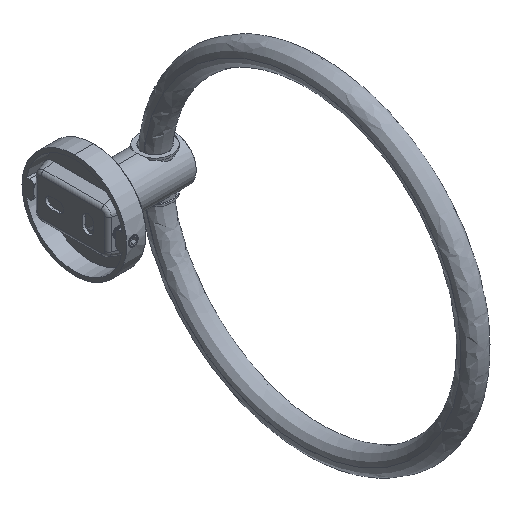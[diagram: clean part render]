
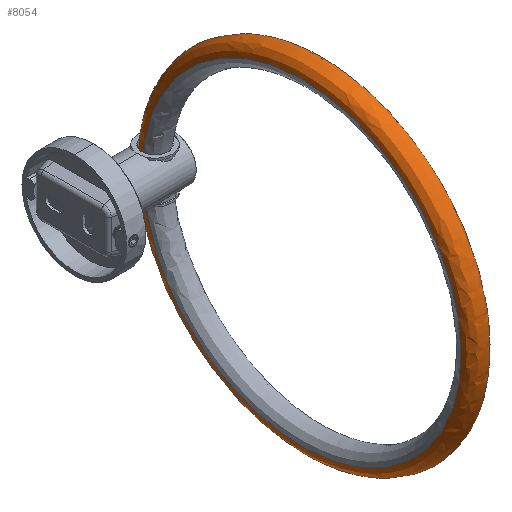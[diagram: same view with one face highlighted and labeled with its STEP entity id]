
A CAD part, isometric view. The second image highlights one B-rep face of the part: STEP entity #8054.
In plain terms, the highlighted free-form (B-spline) face has degree [3, 3] with [4, 7] control points.
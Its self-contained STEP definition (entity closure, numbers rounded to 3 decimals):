
#196 = CARTESIAN_POINT ( 'NONE',  ( 155.951, -79.139, -6. ) ) ;
#256 = CARTESIAN_POINT ( 'NONE',  ( 155.951, -79.139, 6. ) ) ;
#403 = DIRECTION ( 'NONE',  ( 0.014, 1., 0. ) ) ;
#952 = CARTESIAN_POINT ( 'NONE',  ( 1.071, 78.993, 0. ) ) ;
#983 = CARTESIAN_POINT ( 'NONE',  ( -180.64, 89.159, -6. ) ) ;
#995 = CARTESIAN_POINT ( 'NONE',  ( 1.071, 78.993, -6. ) ) ;
#1023 = CARTESIAN_POINT ( 'NONE',  ( 181.074, 88.275, 6. ) ) ;
#1055 = CARTESIAN_POINT ( 'NONE',  ( 179.497, -91.438, 6. ) ) ;
#1080 = CARTESIAN_POINT ( 'NONE',  ( 157.078, 76.878, 6. ) ) ;
#1118 = CARTESIAN_POINT ( 'NONE',  ( 1.071, 78.993, 6. ) ) ;
#1167 = DIRECTION ( 'NONE',  ( 1., 0., 0. ) ) ;
#1522 = CIRCLE ( 'NONE', #7692, 6. ) ;
#1733 = CARTESIAN_POINT ( 'NONE',  ( -0.929, 78.995, -6. ) ) ;
#1837 = CARTESIAN_POINT ( 'NONE',  ( -156.092, -78.861, -6. ) ) ;
#1911 = CARTESIAN_POINT ( 'NONE',  ( -0.929, 78.995, -6. ) ) ;
#2126 = EDGE_LOOP ( 'NONE', ( #4858, #6194, #8635, #5954 ) ) ;
#2490 =( BOUNDED_SURFACE ( )  B_SPLINE_SURFACE ( 3, 3, ( 
 ( #7134, #8912, #196, #5015, #1837, #8974, #1911 ),
 ( #6538, #8185, #7334, #5747, #4187, #983, #5048 ),
 ( #2576, #1023, #1055, #4261, #9741, #4983, #5804 ),
 ( #1118, #1080, #256, #6613, #7367, #9810, #2647 ) ),
 .UNSPECIFIED., .F., .F., .F. ) 
 B_SPLINE_SURFACE_WITH_KNOTS ( ( 4, 4 ),
 ( 4, 3, 4 ),
 ( 0., 1. ),
 ( 0., 0.5, 1. ),
 .UNSPECIFIED. ) 
 GEOMETRIC_REPRESENTATION_ITEM ( )  RATIONAL_B_SPLINE_SURFACE ( (
 ( 1., 0.338, 0.338, 1., 0.338, 0.338, 1.),
 ( 0.333, 0.113, 0.113, 0.333, 0.113, 0.113, 0.333),
 ( 0.333, 0.113, 0.113, 0.333, 0.113, 0.113, 0.333),
 ( 1., 0.338, 0.338, 1., 0.338, 0.338, 1.) ) ) 
 REPRESENTATION_ITEM ( '' )  SURFACE ( )  );
#2576 = CARTESIAN_POINT ( 'NONE',  ( 1.374, 90.989, 6. ) ) ;
#2647 = CARTESIAN_POINT ( 'NONE',  ( -0.929, 78.995, 6. ) ) ;
#2742 = VERTEX_POINT ( 'NONE', #995 ) ;
#2809 = VERTEX_POINT ( 'NONE', #8883 ) ;
#3223 = VERTEX_POINT ( 'NONE', #3480 ) ;
#3362 = DIRECTION ( 'NONE',  ( 0., 0., -1. ) ) ;
#3480 = CARTESIAN_POINT ( 'NONE',  ( 1.071, 78.993, 6. ) ) ;
#3614 = CARTESIAN_POINT ( 'NONE',  ( -0.929, 78.995, 0. ) ) ;
#4161 = DIRECTION ( 'NONE',  ( 0., 0., -1. ) ) ;
#4179 = CARTESIAN_POINT ( 'NONE',  ( 0., 0., -6. ) ) ;
#4187 = CARTESIAN_POINT ( 'NONE',  ( -179.942, -90.56, -6. ) ) ;
#4261 = CARTESIAN_POINT ( 'NONE',  ( -0.222, -90.999, 6. ) ) ;
#4521 = CIRCLE ( 'NONE', #10243, 79. ) ;
#4858 = ORIENTED_EDGE ( 'NONE', *, *, #7983, .T. ) ;
#4862 = CIRCLE ( 'NONE', #5131, 6. ) ;
#4983 = CARTESIAN_POINT ( 'NONE',  ( -180.64, 89.159, 6. ) ) ;
#5015 = CARTESIAN_POINT ( 'NONE',  ( -0.071, -79., -6. ) ) ;
#5048 = CARTESIAN_POINT ( 'NONE',  ( -0.929, 90.995, -6. ) ) ;
#5131 = AXIS2_PLACEMENT_3D ( 'NONE', #952, #8058, #6481 ) ;
#5158 = DIRECTION ( 'NONE',  ( 0., 0., -1. ) ) ;
#5379 = AXIS2_PLACEMENT_3D ( 'NONE', #4179, #3362, #403 ) ;
#5706 = VERTEX_POINT ( 'NONE', #1733 ) ;
#5747 = CARTESIAN_POINT ( 'NONE',  ( -0.222, -90.999, -6. ) ) ;
#5804 = CARTESIAN_POINT ( 'NONE',  ( -0.929, 90.995, 6. ) ) ;
#5821 = EDGE_CURVE ( 'NONE', #2742, #5706, #9730, .T. ) ;
#5954 = ORIENTED_EDGE ( 'NONE', *, *, #5821, .F. ) ;
#6194 = ORIENTED_EDGE ( 'NONE', *, *, #9101, .T. ) ;
#6481 = DIRECTION ( 'NONE',  ( 0., 0., -1. ) ) ;
#6538 = CARTESIAN_POINT ( 'NONE',  ( 1.374, 90.989, -6. ) ) ;
#6613 = CARTESIAN_POINT ( 'NONE',  ( -0.071, -79., 6. ) ) ;
#7134 = CARTESIAN_POINT ( 'NONE',  ( 1.071, 78.993, -6. ) ) ;
#7334 = CARTESIAN_POINT ( 'NONE',  ( 179.497, -91.438, -6. ) ) ;
#7339 = DIRECTION ( 'NONE',  ( 0.014, 1., 0. ) ) ;
#7367 = CARTESIAN_POINT ( 'NONE',  ( -156.092, -78.861, 6. ) ) ;
#7457 = EDGE_CURVE ( 'NONE', #5706, #2809, #1522, .T. ) ;
#7692 = AXIS2_PLACEMENT_3D ( 'NONE', #3614, #1167, #5158 ) ;
#7983 = EDGE_CURVE ( 'NONE', #2742, #3223, #4862, .T. ) ;
#8054 = ADVANCED_FACE ( 'NONE', ( #9290 ), #2490, .T. ) ;
#8058 = DIRECTION ( 'NONE',  ( 1., -0.025, 0. ) ) ;
#8185 = CARTESIAN_POINT ( 'NONE',  ( 181.074, 88.275, -6. ) ) ;
#8635 = ORIENTED_EDGE ( 'NONE', *, *, #7457, .F. ) ;
#8883 = CARTESIAN_POINT ( 'NONE',  ( -0.929, 78.995, 6. ) ) ;
#8912 = CARTESIAN_POINT ( 'NONE',  ( 157.078, 76.878, -6. ) ) ;
#8974 = CARTESIAN_POINT ( 'NONE',  ( -156.94, 77.159, -6. ) ) ;
#9101 = EDGE_CURVE ( 'NONE', #3223, #2809, #4521, .T. ) ;
#9290 = FACE_OUTER_BOUND ( 'NONE', #2126, .T. ) ;
#9730 = CIRCLE ( 'NONE', #5379, 79. ) ;
#9741 = CARTESIAN_POINT ( 'NONE',  ( -179.942, -90.56, 6. ) ) ;
#9771 = CARTESIAN_POINT ( 'NONE',  ( 0., 0., 6. ) ) ;
#9810 = CARTESIAN_POINT ( 'NONE',  ( -156.94, 77.159, 6. ) ) ;
#10243 = AXIS2_PLACEMENT_3D ( 'NONE', #9771, #4161, #7339 ) ;
